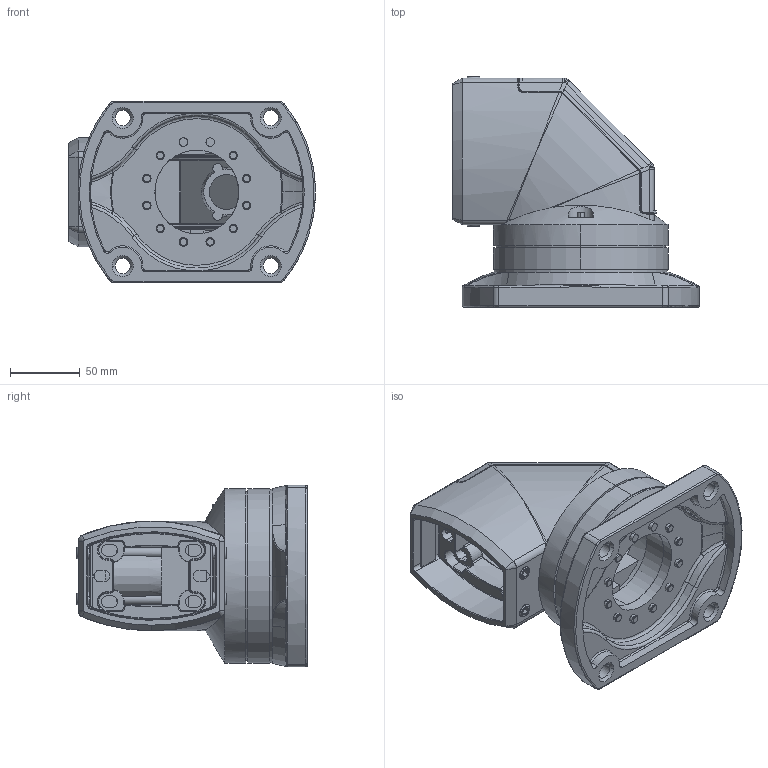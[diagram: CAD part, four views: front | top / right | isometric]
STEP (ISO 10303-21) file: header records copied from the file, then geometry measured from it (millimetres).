
FILE_DESCRIPTION (( 'STEP AP214' ), '1' );
FILE_NAME ('7595-7401-01-01.STEP', '2016-11-07T13:46:26', ( '' ), ( '' ), 'SwSTEP 2.0', 'SolidWorks 2014', '' );
FILE_SCHEMA (( 'AUTOMOTIVE_DESIGN' ));
Length unit declared in the file: millimetre
Products named in the file (1): 7595-7401-01-01
Bounding box: 176.82 x 165.02 x 130 mm (x, y, z)
Volume: 839627 mm3; surface area: 282686.7 mm2
Topology: 38 solids, 38 shells, 1989 faces, 4525 edges, 2633 vertices
Faces by surface type: plane 596, cylinder 569, bspline 516, cone 302, torus 6
Entity records: 97038 total; most frequent: CARTESIAN_POINT 42679, ORIENTED_EDGE 8912, DIRECTION 7704, EDGE_CURVE 4456, AXIS2_PLACEMENT_3D 3026, VERTEX_POINT 2632, EDGE_LOOP 2198, ADVANCED_FACE 1989
